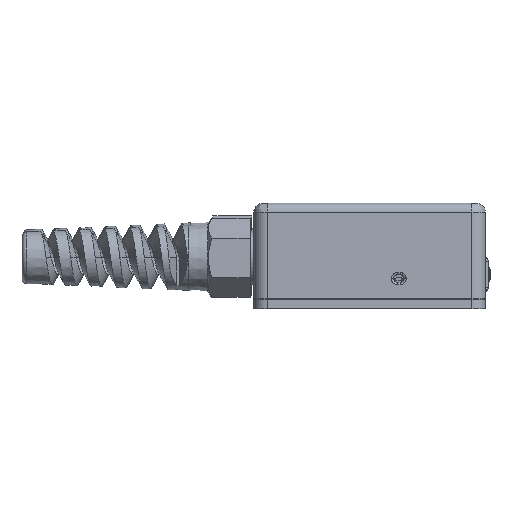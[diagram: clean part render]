
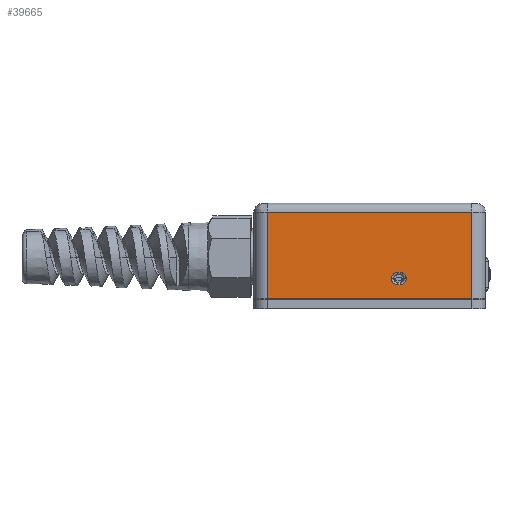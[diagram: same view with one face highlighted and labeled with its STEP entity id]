
A CAD part, left-side view. The second image highlights one B-rep face of the part: STEP entity #39665.
In plain terms, the highlighted planar face has unit normal (-1, 0, 0).
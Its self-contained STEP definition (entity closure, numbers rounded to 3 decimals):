
#2215=FACE_BOUND('',#8792,.T.);
#3479=CIRCLE('',#43371,1.3);
#3482=CIRCLE('',#43376,1.3);
#3486=CIRCLE('',#43382,1.3);
#3489=CIRCLE('',#43387,1.3);
#6197=FACE_OUTER_BOUND('',#8791,.T.);
#8791=EDGE_LOOP('',(#35266,#35267,#35268,#35269));
#8792=EDGE_LOOP('',(#35270,#35271,#35272,#35273,#35274,#35275,#35276,#35277));
#12720=LINE('',#65436,#16572);
#12721=LINE('',#65444,#16573);
#12722=LINE('',#65455,#16574);
#12724=LINE('',#65466,#16576);
#12727=LINE('',#65475,#16579);
#12728=LINE('',#65477,#16580);
#12729=LINE('',#65479,#16581);
#12730=LINE('',#65480,#16582);
#16572=VECTOR('',#53934,10.);
#16573=VECTOR('',#53945,10.);
#16574=VECTOR('',#53958,10.);
#16576=VECTOR('',#53972,10.);
#16579=VECTOR('',#53983,10.);
#16580=VECTOR('',#53984,10.);
#16581=VECTOR('',#53985,10.);
#16582=VECTOR('',#53986,10.);
#19869=VERTEX_POINT('',#65432);
#19870=VERTEX_POINT('',#65434);
#19871=VERTEX_POINT('',#65438);
#19872=VERTEX_POINT('',#65442);
#19874=VERTEX_POINT('',#65447);
#19876=VERTEX_POINT('',#65453);
#19878=VERTEX_POINT('',#65459);
#19879=VERTEX_POINT('',#65464);
#19880=VERTEX_POINT('',#65473);
#19881=VERTEX_POINT('',#65474);
#19882=VERTEX_POINT('',#65476);
#19883=VERTEX_POINT('',#65478);
#25049=EDGE_CURVE('',#19870,#19869,#12720,.T.);
#25051=EDGE_CURVE('',#19871,#19870,#3479,.T.);
#25053=EDGE_CURVE('',#19872,#19871,#12721,.T.);
#25055=EDGE_CURVE('',#19874,#19872,#3482,.T.);
#25058=EDGE_CURVE('',#19876,#19874,#12722,.T.);
#25061=EDGE_CURVE('',#19878,#19876,#3486,.T.);
#25064=EDGE_CURVE('',#19879,#19878,#12724,.T.);
#25066=EDGE_CURVE('',#19869,#19879,#3489,.T.);
#25068=EDGE_CURVE('',#19880,#19881,#12727,.T.);
#25069=EDGE_CURVE('',#19882,#19880,#12728,.T.);
#25070=EDGE_CURVE('',#19883,#19882,#12729,.T.);
#25071=EDGE_CURVE('',#19881,#19883,#12730,.T.);
#35266=ORIENTED_EDGE('',*,*,#25068,.F.);
#35267=ORIENTED_EDGE('',*,*,#25069,.F.);
#35268=ORIENTED_EDGE('',*,*,#25070,.F.);
#35269=ORIENTED_EDGE('',*,*,#25071,.F.);
#35270=ORIENTED_EDGE('',*,*,#25049,.F.);
#35271=ORIENTED_EDGE('',*,*,#25051,.F.);
#35272=ORIENTED_EDGE('',*,*,#25053,.F.);
#35273=ORIENTED_EDGE('',*,*,#25055,.F.);
#35274=ORIENTED_EDGE('',*,*,#25058,.F.);
#35275=ORIENTED_EDGE('',*,*,#25061,.F.);
#35276=ORIENTED_EDGE('',*,*,#25064,.F.);
#35277=ORIENTED_EDGE('',*,*,#25066,.F.);
#37723=PLANE('',#43389);
#39665=ADVANCED_FACE('',(#6197,#2215),#37723,.T.);
#43371=AXIS2_PLACEMENT_3D('',#65440,#53939,#53940);
#43376=AXIS2_PLACEMENT_3D('',#65449,#53950,#53951);
#43382=AXIS2_PLACEMENT_3D('',#65461,#53964,#53965);
#43387=AXIS2_PLACEMENT_3D('',#65469,#53976,#53977);
#43389=AXIS2_PLACEMENT_3D('',#65472,#53981,#53982);
#53934=DIRECTION('',(0.,0.102,-0.995));
#53939=DIRECTION('center_axis',(-1.,0.,0.));
#53940=DIRECTION('ref_axis',(0.,0.67,0.742));
#53945=DIRECTION('',(0.,1.,0.));
#53950=DIRECTION('center_axis',(-1.,0.,0.));
#53951=DIRECTION('ref_axis',(0.,-0.67,0.742));
#53958=DIRECTION('',(0.,0.102,0.995));
#53964=DIRECTION('center_axis',(-1.,0.,0.));
#53965=DIRECTION('ref_axis',(0.,-0.742,-0.67));
#53972=DIRECTION('',(0.,-1.,0.));
#53976=DIRECTION('center_axis',(-1.,0.,0.));
#53977=DIRECTION('ref_axis',(0.,0.742,-0.67));
#53981=DIRECTION('center_axis',(-1.,0.,0.));
#53982=DIRECTION('ref_axis',(0.,-1.,0.));
#53983=DIRECTION('',(0.,1.,0.));
#53984=DIRECTION('',(0.,0.,-1.));
#53985=DIRECTION('',(0.,-1.,0.));
#53986=DIRECTION('',(0.,0.,1.));
#65432=CARTESIAN_POINT('',(41.099,1.708,23.533));
#65434=CARTESIAN_POINT('',(41.099,1.704,23.568));
#65436=CARTESIAN_POINT('',(41.099,1.134,29.144));
#65438=CARTESIAN_POINT('',(41.099,0.411,24.736));
#65440=CARTESIAN_POINT('Origin',(41.099,0.411,23.436));
#65442=CARTESIAN_POINT('',(41.099,-0.217,24.736));
#65444=CARTESIAN_POINT('',(41.099,14.841,24.736));
#65447=CARTESIAN_POINT('',(41.099,-1.51,23.568));
#65449=CARTESIAN_POINT('Origin',(41.099,-0.217,23.436));
#65453=CARTESIAN_POINT('',(41.099,-1.514,23.533));
#65455=CARTESIAN_POINT('',(41.099,-0.607,32.389));
#65459=CARTESIAN_POINT('',(41.099,-0.221,22.101));
#65461=CARTESIAN_POINT('Origin',(41.099,-0.221,23.401));
#65464=CARTESIAN_POINT('',(41.099,0.415,22.101));
#65466=CARTESIAN_POINT('',(41.099,14.223,22.101));
#65469=CARTESIAN_POINT('Origin',(41.099,0.415,23.401));
#65472=CARTESIAN_POINT('Origin',(41.099,29.,38.));
#65473=CARTESIAN_POINT('',(41.099,-16.,19.));
#65474=CARTESIAN_POINT('',(41.099,29.,19.));
#65475=CARTESIAN_POINT('',(41.099,17.75,19.));
#65476=CARTESIAN_POINT('',(41.099,-16.,38.));
#65477=CARTESIAN_POINT('',(41.099,-16.,38.));
#65478=CARTESIAN_POINT('',(41.099,29.,38.));
#65479=CARTESIAN_POINT('',(41.099,17.75,38.));
#65480=CARTESIAN_POINT('',(41.099,29.,38.));
